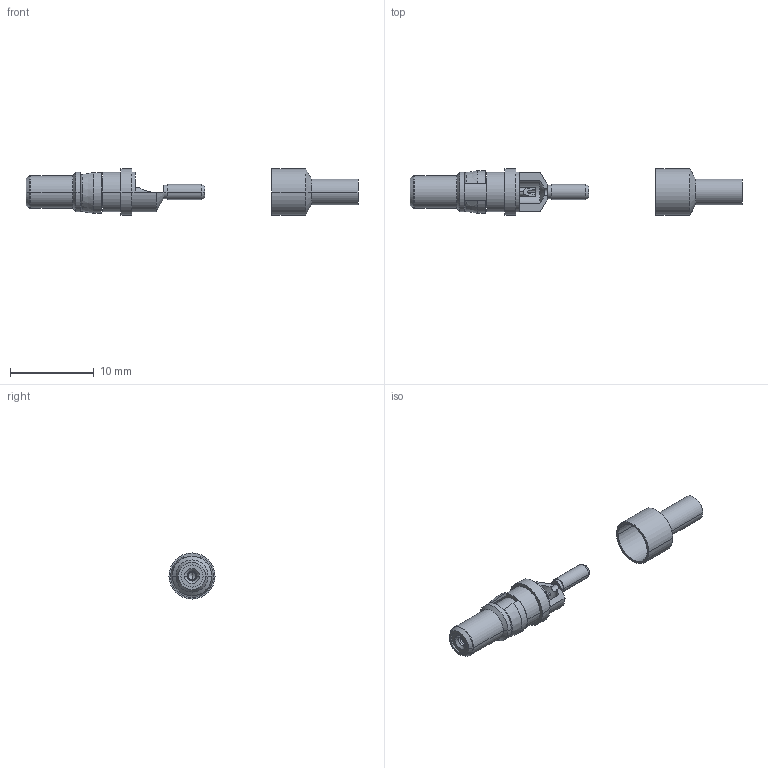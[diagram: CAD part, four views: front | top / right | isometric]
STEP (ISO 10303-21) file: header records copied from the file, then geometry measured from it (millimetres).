
FILE_DESCRIPTION((''),'2;1');
FILE_NAME('902-NM5809_SW0001','2012-06-21T',('mnaples'),(''),'PRO/ENGINEER BY PARAMETRIC TECHNOLOGY CORPORATION, 2010100','PRO/ENGINEER BY PARAMETRIC TECHNOLOGY CORPORATION, 2010100','');
FILE_SCHEMA(('CONFIG_CONTROL_DESIGN'));
Length unit declared in the file: millimetre
Products named in the file (1): 902-NM5809_SW0001
Bounding box: 39.65 x 5.5 x 5.5 mm (x, y, z)
Surface area: 783.7 mm2 (no closed solid volume)
Topology: 0 solids, 8 shells, 113 faces, 271 edges, 170 vertices
Faces by surface type: cylinder 47, plane 38, cone 27, torus 1
Entity records: 3440 total; most frequent: CARTESIAN_POINT 729, DIRECTION 602, ORIENTED_EDGE 514, EDGE_CURVE 267, AXIS2_PLACEMENT_3D 242, VERTEX_POINT 170, CIRCLE 129, EDGE_LOOP 127
